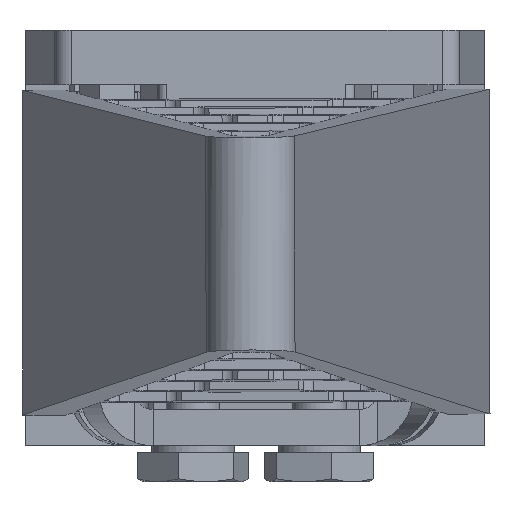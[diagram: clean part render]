
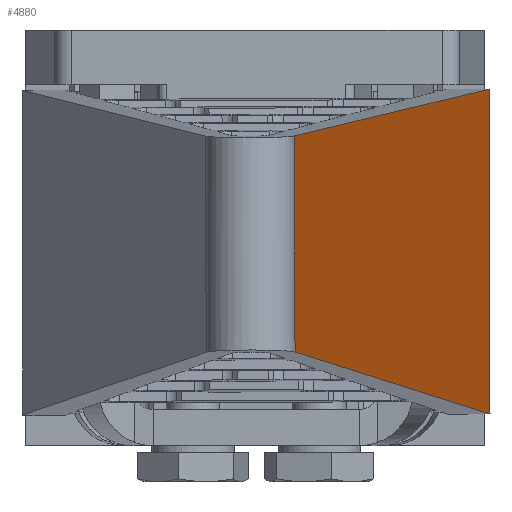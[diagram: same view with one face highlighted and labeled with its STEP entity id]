
A CAD part, front view. The second image highlights one B-rep face of the part: STEP entity #4880.
In plain terms, the highlighted face is planar.
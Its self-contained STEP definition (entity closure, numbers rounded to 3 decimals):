
#364=PLANE('',#5433);
#591=FACE_OUTER_BOUND('',#867,.T.);
#867=EDGE_LOOP('',(#4241,#4242,#4243,#4244));
#1083=LINE('',#7432,#1555);
#1145=LINE('',#7645,#1617);
#1285=LINE('',#8061,#1757);
#1319=LINE('',#8138,#1791);
#1555=VECTOR('',#5956,10.);
#1617=VECTOR('',#6118,10.);
#1757=VECTOR('',#6556,10.);
#1791=VECTOR('',#6676,10.);
#2111=VERTEX_POINT('',#7429);
#2112=VERTEX_POINT('',#7431);
#2212=VERTEX_POINT('',#7642);
#2213=VERTEX_POINT('',#7644);
#2639=EDGE_CURVE('',#2112,#2111,#1083,.T.);
#2747=EDGE_CURVE('',#2213,#2212,#1145,.T.);
#2961=EDGE_CURVE('',#2112,#2212,#1285,.T.);
#2995=EDGE_CURVE('',#2213,#2111,#1319,.T.);
#4241=ORIENTED_EDGE('',*,*,#2639,.T.);
#4242=ORIENTED_EDGE('',*,*,#2995,.F.);
#4243=ORIENTED_EDGE('',*,*,#2747,.T.);
#4244=ORIENTED_EDGE('',*,*,#2961,.F.);
#4880=ADVANCED_FACE('',(#591),#364,.T.);
#5433=AXIS2_PLACEMENT_3D('',#8137,#6674,#6675);
#5956=DIRECTION('',(0.173,0.984,-0.05));
#6118=DIRECTION('',(-0.173,-0.984,-0.05));
#6556=DIRECTION('',(0.,0.,-1.));
#6674=DIRECTION('center_axis',(-0.985,0.174,0.));
#6675=DIRECTION('ref_axis',(-0.174,-0.985,0.));
#6676=DIRECTION('',(0.,0.,1.));
#7429=CARTESIAN_POINT('',(-2.462,59.434,5.986));
#7431=CARTESIAN_POINT('',(-12.942,0.,8.997));
#7432=CARTESIAN_POINT('',(-2.222,60.793,5.917));
#7642=CARTESIAN_POINT('',(-12.942,0.,-8.997));
#7644=CARTESIAN_POINT('',(-2.462,59.434,-5.986));
#7645=CARTESIAN_POINT('',(-7.481,30.968,-7.428));
#8061=CARTESIAN_POINT('',(-12.942,0.,0.));
#8137=CARTESIAN_POINT('Origin',(-2.462,59.434,0.));
#8138=CARTESIAN_POINT('',(-2.462,59.434,0.));
